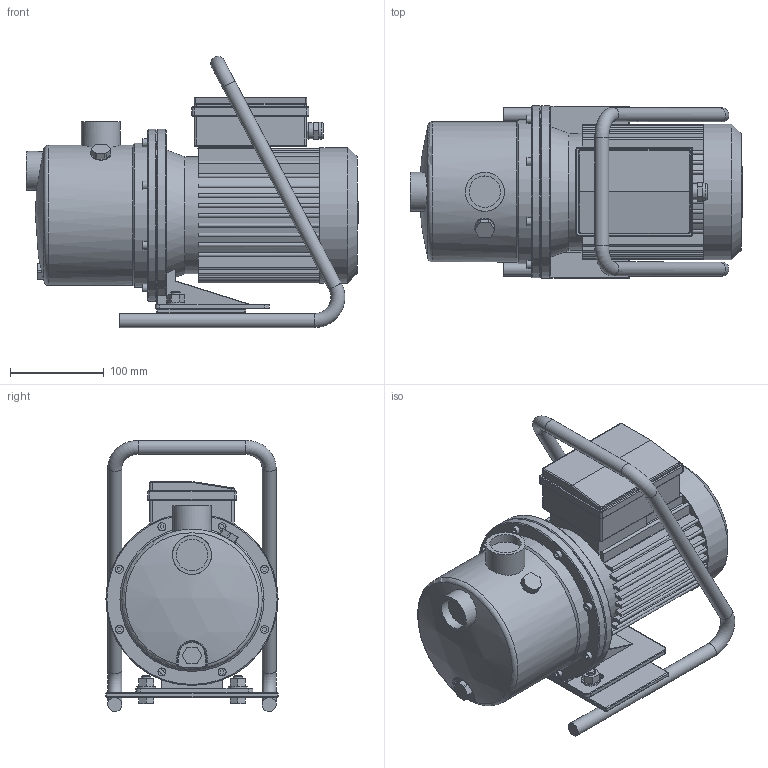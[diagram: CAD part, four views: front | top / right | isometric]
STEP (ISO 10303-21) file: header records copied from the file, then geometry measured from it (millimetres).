
FILE_DESCRIPTION(/* description */ (''),/* implementation_level */ '2;1');
FILE_NAME(/* name */ '3d_JetWJ202EM-4081224.stp',/* time_stamp */ '2016-11-28T15:11:43+01:00',/* author */ ('Andrzej'),/* organization */ (''),/* preprocessor_version */ 'ST-DEVELOPER v15.5',/* originating_system */ 'AutoCAD Mechanical',/* authorisation */ '');
FILE_SCHEMA (('AUTOMOTIVE_DESIGN { 1 0 10303 214 3 1 1 }'));
Length unit declared in the file: millimetre
Products named in the file (1): Product
Bounding box: 355 x 184 x 289.99 mm (x, y, z)
Volume: 6577294.1 mm3; surface area: 548442.2 mm2
Topology: 12 solids, 12 shells, 584 faces, 1447 edges, 918 vertices
Faces by surface type: plane 345, cylinder 149, bspline 33, torus 31, cone 17, sphere 9
Full cylindrical faces by diameter (mm): 8.5 x8, 10 x6, 15 x5, 17 x1, 18 x1, 20 x2, 21 x1, 33.7 x2, 41.7 x2, 125 x1, 145 x1, 150 x1, 154 x1, 184 x1
Entity records: 17934 total; most frequent: CARTESIAN_POINT 4169, DIRECTION 2835, ORIENTED_EDGE 2774, EDGE_CURVE 1387, AXIS2_PLACEMENT_3D 971, VERTEX_POINT 912, LINE 893, VECTOR 893
